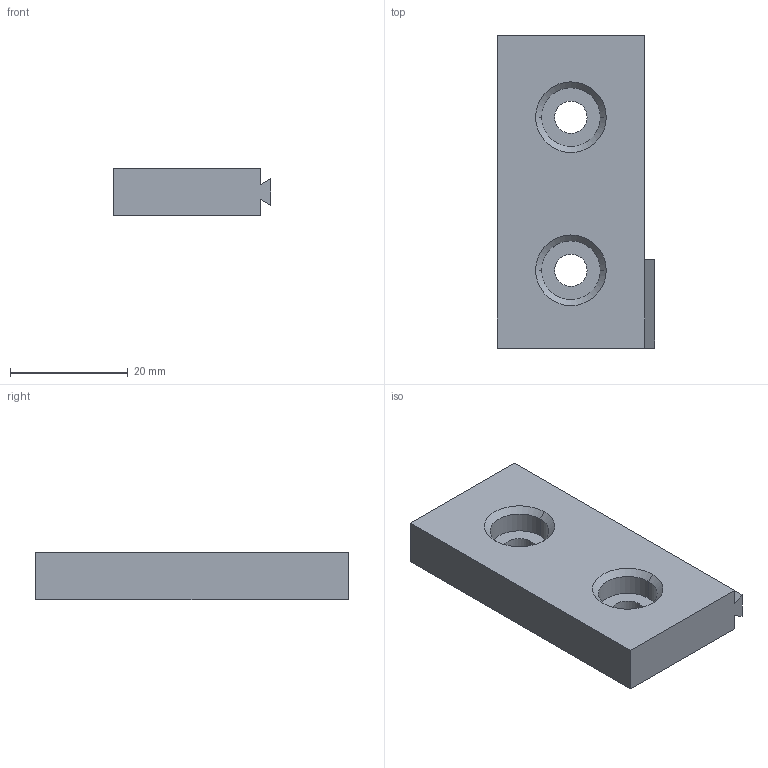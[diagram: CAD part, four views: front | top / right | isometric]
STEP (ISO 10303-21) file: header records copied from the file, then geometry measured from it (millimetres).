
FILE_DESCRIPTION (( 'STEP AP214' ), '1' );
FILE_NAME ('Gear structure v3 (dual sport).STEP', '2024-10-24T02:50:51', ( '' ), ( '' ), 'SwSTEP 2.0', 'SolidWorks 2022', '' );
FILE_SCHEMA (( 'AUTOMOTIVE_DESIGN' ));
Length unit declared in the file: millimetre
Products named in the file (1): Gear structure v3 (dual sport)
Bounding box: 26.73 x 53 x 8 mm (x, y, z)
Volume: 9784.3 mm3; surface area: 4274.6 mm2
Topology: 1 solids, 1 shells, 24 faces, 56 edges, 36 vertices
Faces by surface type: plane 12, cylinder 8, cone 4
Entity records: 730 total; most frequent: DIRECTION 126, CARTESIAN_POINT 117, ORIENTED_EDGE 112, EDGE_CURVE 56, AXIS2_PLACEMENT_3D 45, LINE 36, VECTOR 36, VERTEX_POINT 36
